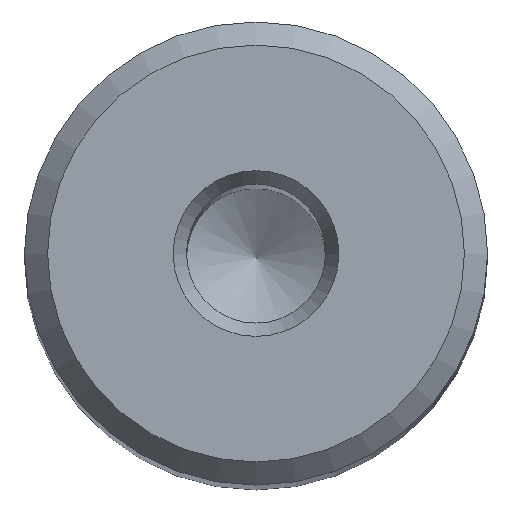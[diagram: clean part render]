
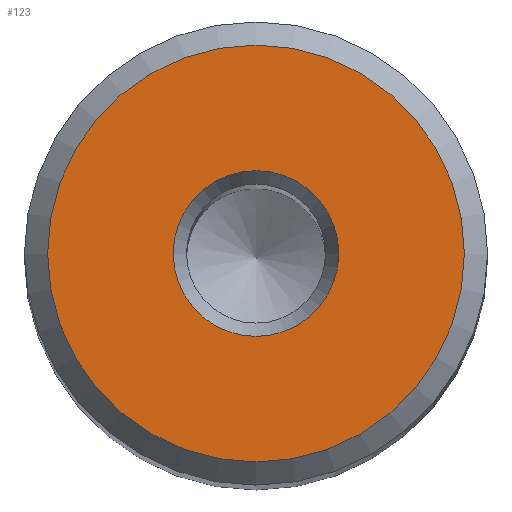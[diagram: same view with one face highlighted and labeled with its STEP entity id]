
A CAD part, top view. The second image highlights one B-rep face of the part: STEP entity #123.
In plain terms, the highlighted planar face has unit normal (0, 0, 1).
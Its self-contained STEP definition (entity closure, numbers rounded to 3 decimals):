
#35=PLANE('',#653);
#123=ADVANCED_FACE('',(#267,#268),#35,.T.);
#267=FACE_BOUND('',#357,.T.);
#268=FACE_BOUND('',#358,.T.);
#357=EDGE_LOOP('',(#447));
#358=EDGE_LOOP('',(#448));
#447=ORIENTED_EDGE('',*,*,#544,.T.);
#448=ORIENTED_EDGE('',*,*,#545,.T.);
#499=VERTEX_POINT('',#1151);
#500=VERTEX_POINT('',#1154);
#544=EDGE_CURVE('',#499,#499,#587,.T.);
#545=EDGE_CURVE('',#500,#500,#588,.T.);
#587=CIRCLE('',#650,3.577);
#588=CIRCLE('',#652,9.);
#650=AXIS2_PLACEMENT_3D('',#1150,#797,#798);
#652=AXIS2_PLACEMENT_3D('',#1153,#801,#802);
#653=AXIS2_PLACEMENT_3D('',#1155,#803,#804);
#797=DIRECTION('',(0.,0.,-1.));
#798=DIRECTION('',(1.,0.,0.));
#801=DIRECTION('',(0.,0.,1.));
#802=DIRECTION('',(1.,0.,0.));
#803=DIRECTION('',(0.,0.,1.));
#804=DIRECTION('',(1.,0.,0.));
#1150=CARTESIAN_POINT('',(0.,0.,0.));
#1151=CARTESIAN_POINT('',(3.577,0.,0.));
#1153=CARTESIAN_POINT('',(0.,0.,0.));
#1154=CARTESIAN_POINT('',(9.,0.,0.));
#1155=CARTESIAN_POINT('',(0.,0.,0.));
